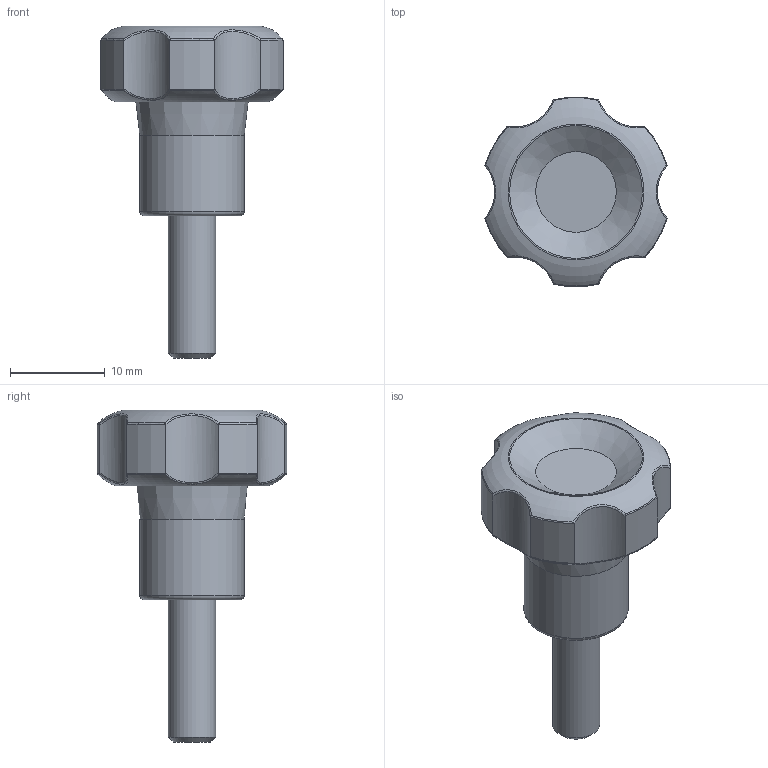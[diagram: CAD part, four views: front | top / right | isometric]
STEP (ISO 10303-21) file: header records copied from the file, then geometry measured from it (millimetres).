
FILE_DESCRIPTION( ( 'Unknown' ), '1' );
FILE_NAME( '6372570_LPX20_M05x15.stp', 'Unknown', ( 'Unknown' ), ( 'Unknown' ), 'PSStep 14.0', 'Unknown', ' ' );
FILE_SCHEMA( ( 'AUTOMOTIVE_DESIGN { 1 0 10303 214 1 1 1 1 }' ) );
Length unit declared in the file: millimetre
Products named in the file (1): 6372570
Bounding box: 19.21 x 19.94 x 34.98 mm (x, y, z)
Volume: 3260.9 mm3; surface area: 1870.1 mm2
Topology: 1 solids, 1 shells, 54 faces, 137 edges, 90 vertices
Faces by surface type: torus 16, cylinder 15, bspline 12, plane 7, cone 4
Full cylindrical faces by diameter (mm): 5 x1, 7 x1, 11 x1
Entity records: 6182 total; most frequent: CARTESIAN_POINT 4637, ORIENTED_EDGE 248, DIRECTION 178, EDGE_CURVE 124, VERTEX_POINT 88, AXIS2_PLACEMENT_3D 83, B_SPLINE_CURVE_WITH_KNOTS 72, EDGE_LOOP 70
